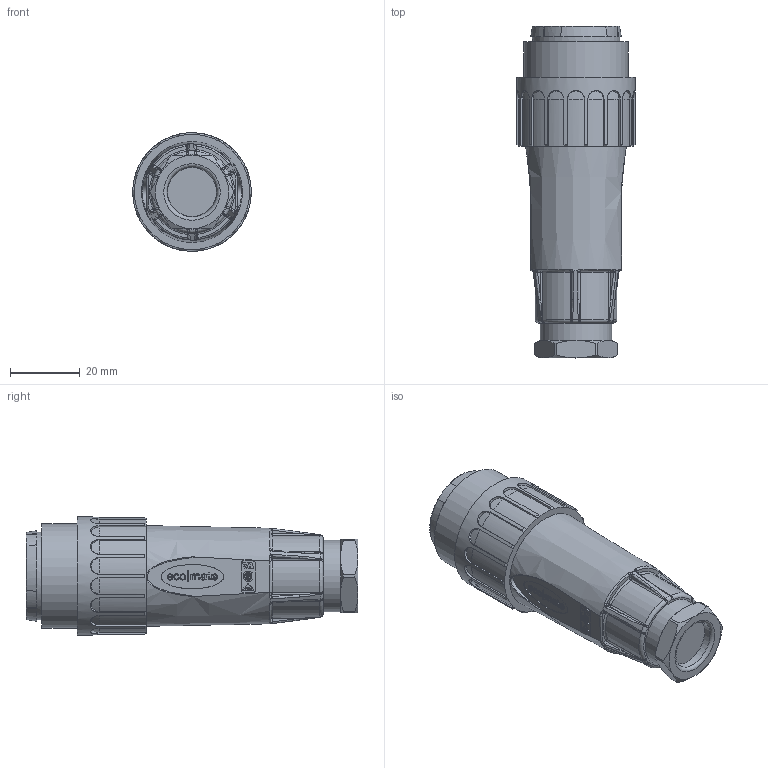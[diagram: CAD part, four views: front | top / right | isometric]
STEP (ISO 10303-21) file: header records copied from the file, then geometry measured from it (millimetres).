
FILE_DESCRIPTION(/* description */ (''),/* implementation_level */ '2;1');
FILE_NAME(/* name */ 'c016 10i017 003 1nxc001-01.stp',/* time_stamp */ '2020-11-16T13:23:13+01:00',/* author */ (''),/* organization */ (''),/* preprocessor_version */ 'ST-DEVELOPER v16.7',/* originating_system */ 'SIEMENS PLM Software NX 12.0',/* authorisation */ '');
FILE_SCHEMA (('AUTOMOTIVE_DESIGN { 1 0 10303 214 3 1 1 1 }'));
Length unit declared in the file: millimetre
Products named in the file (1): c016 10i017 003 1nxc001-01
Bounding box: 34 x 95.22 x 34 mm (x, y, z)
Volume: 52141.1 mm3; surface area: 12514.5 mm2
Topology: 1 solids, 1 shells, 1104 faces, 3015 edges, 1946 vertices
Faces by surface type: plane 591, cylinder 212, bspline 159, cone 67, torus 38, sphere 30, extrusion 7
Full cylindrical faces by diameter (mm): 18 x1, 20.4 x1, 22.1 x1, 25 x1, 30 x1, 34 x1
Entity records: 37420 total; most frequent: CARTESIAN_POINT 11341, ORIENTED_EDGE 5878, DIRECTION 4894, EDGE_CURVE 2939, VERTEX_POINT 1917, VECTOR 1640, LINE 1633, AXIS2_PLACEMENT_3D 1627
